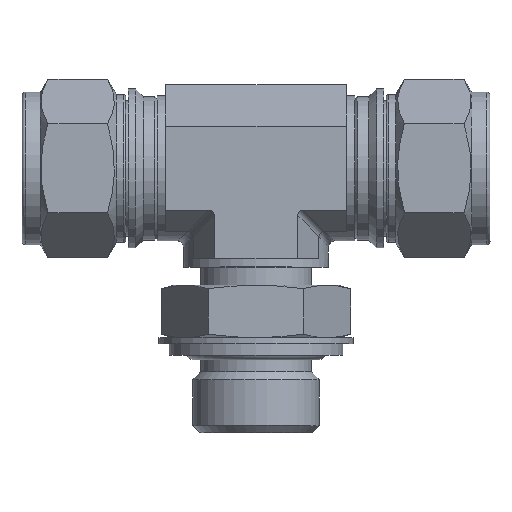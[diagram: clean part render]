
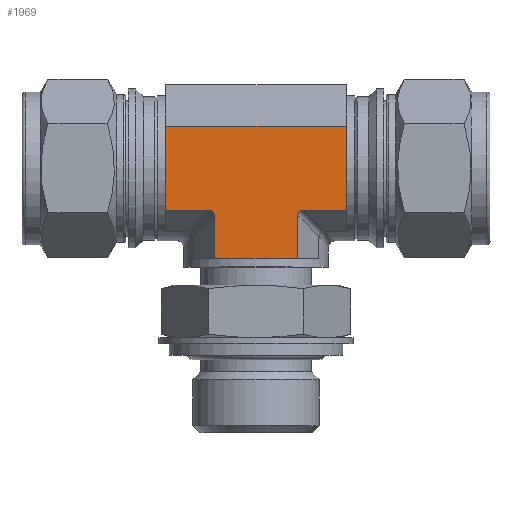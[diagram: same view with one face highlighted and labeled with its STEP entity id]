
A CAD part, top view. The second image highlights one B-rep face of the part: STEP entity #1969.
In plain terms, the highlighted planar face has unit normal (0, 0, 1).
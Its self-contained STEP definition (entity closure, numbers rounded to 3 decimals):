
#21=ELLIPSE('',#2152,1.291,1.);
#22=ELLIPSE('',#2163,1.291,1.);
#302=FACE_OUTER_BOUND('',#439,.T.);
#439=EDGE_LOOP('',(#1598,#1599,#1600,#1601,#1602,#1603,#1604,#1605,#1606,
#1607,#1608,#1609,#1610));
#543=LINE('',#3326,#671);
#557=LINE('',#3423,#685);
#560=LINE('',#3431,#688);
#565=LINE('',#3444,#693);
#567=LINE('',#3449,#695);
#572=LINE('',#3458,#700);
#577=LINE('',#3467,#705);
#578=LINE('',#3470,#706);
#579=LINE('',#3472,#707);
#580=LINE('',#3474,#708);
#581=LINE('',#3475,#709);
#671=VECTOR('',#2572,10.);
#685=VECTOR('',#2640,10.);
#688=VECTOR('',#2651,10.);
#693=VECTOR('',#2666,10.);
#695=VECTOR('',#2672,10.);
#700=VECTOR('',#2681,10.);
#705=VECTOR('',#2692,10.);
#706=VECTOR('',#2695,10.);
#707=VECTOR('',#2696,10.);
#708=VECTOR('',#2697,10.);
#709=VECTOR('',#2698,10.);
#867=VERTEX_POINT('',#3316);
#868=VERTEX_POINT('',#3318);
#870=VERTEX_POINT('',#3324);
#876=VERTEX_POINT('',#3339);
#878=VERTEX_POINT('',#3347);
#879=VERTEX_POINT('',#3348);
#891=VERTEX_POINT('',#3409);
#896=VERTEX_POINT('',#3422);
#901=VERTEX_POINT('',#3448);
#903=VERTEX_POINT('',#3457);
#905=VERTEX_POINT('',#3469);
#906=VERTEX_POINT('',#3471);
#907=VERTEX_POINT('',#3473);
#1093=EDGE_CURVE('',#867,#868,#21,.T.);
#1097=EDGE_CURVE('',#867,#870,#543,.T.);
#1108=EDGE_CURVE('',#878,#879,#22,.T.);
#1131=EDGE_CURVE('',#896,#879,#557,.T.);
#1135=EDGE_CURVE('',#876,#870,#560,.T.);
#1141=EDGE_CURVE('',#891,#896,#565,.T.);
#1143=EDGE_CURVE('',#901,#891,#567,.T.);
#1148=EDGE_CURVE('',#901,#903,#572,.T.);
#1153=EDGE_CURVE('',#903,#876,#577,.T.);
#1154=EDGE_CURVE('',#905,#878,#578,.T.);
#1155=EDGE_CURVE('',#905,#906,#579,.T.);
#1156=EDGE_CURVE('',#906,#907,#580,.T.);
#1157=EDGE_CURVE('',#907,#868,#581,.T.);
#1598=ORIENTED_EDGE('',*,*,#1154,.F.);
#1599=ORIENTED_EDGE('',*,*,#1155,.T.);
#1600=ORIENTED_EDGE('',*,*,#1156,.T.);
#1601=ORIENTED_EDGE('',*,*,#1157,.T.);
#1602=ORIENTED_EDGE('',*,*,#1093,.F.);
#1603=ORIENTED_EDGE('',*,*,#1097,.T.);
#1604=ORIENTED_EDGE('',*,*,#1135,.F.);
#1605=ORIENTED_EDGE('',*,*,#1153,.F.);
#1606=ORIENTED_EDGE('',*,*,#1148,.F.);
#1607=ORIENTED_EDGE('',*,*,#1143,.T.);
#1608=ORIENTED_EDGE('',*,*,#1141,.T.);
#1609=ORIENTED_EDGE('',*,*,#1131,.T.);
#1610=ORIENTED_EDGE('',*,*,#1108,.F.);
#1862=PLANE('',#2197);
#1969=ADVANCED_FACE('',(#302),#1862,.T.);
#2152=AXIS2_PLACEMENT_3D('',#3319,#2565,#2566);
#2163=AXIS2_PLACEMENT_3D('',#3349,#2595,#2596);
#2197=AXIS2_PLACEMENT_3D('',#3468,#2693,#2694);
#2565=DIRECTION('center_axis',(0.,0.,1.));
#2566=DIRECTION('ref_axis',(-0.707,0.707,0.));
#2572=DIRECTION('',(1.,0.,0.));
#2595=DIRECTION('center_axis',(0.,0.,1.));
#2596=DIRECTION('ref_axis',(0.707,0.707,0.));
#2640=DIRECTION('',(1.,0.,0.));
#2651=DIRECTION('',(0.,-1.,0.));
#2666=DIRECTION('',(0.,-1.,0.));
#2672=DIRECTION('',(0.,-1.,0.));
#2681=DIRECTION('',(1.,0.,0.));
#2692=DIRECTION('',(0.,-1.,0.));
#2693=DIRECTION('center_axis',(0.,0.,1.));
#2694=DIRECTION('ref_axis',(1.,0.,0.));
#2695=DIRECTION('',(0.,1.,0.));
#2696=DIRECTION('',(1.,0.,0.));
#2697=DIRECTION('',(1.,0.,0.));
#2698=DIRECTION('',(0.,1.,0.));
#3316=CARTESIAN_POINT('',(7.736,-6.87,11.9));
#3318=CARTESIAN_POINT('',(6.87,-7.736,11.9));
#3319=CARTESIAN_POINT('Origin',(8.025,-8.025,11.9));
#3324=CARTESIAN_POINT('',(14.8,-6.87,11.9));
#3326=CARTESIAN_POINT('',(-14.8,-6.87,11.9));
#3339=CARTESIAN_POINT('',(14.8,0.,11.9));
#3347=CARTESIAN_POINT('',(-6.87,-7.736,11.9));
#3348=CARTESIAN_POINT('',(-7.736,-6.87,11.9));
#3349=CARTESIAN_POINT('Origin',(-8.025,-8.025,11.9));
#3409=CARTESIAN_POINT('',(-14.8,0.,11.9));
#3422=CARTESIAN_POINT('',(-14.8,-6.87,11.9));
#3423=CARTESIAN_POINT('',(-14.8,-6.87,11.9));
#3431=CARTESIAN_POINT('',(14.8,3.895,11.9));
#3444=CARTESIAN_POINT('',(-14.8,6.87,11.9));
#3448=CARTESIAN_POINT('',(-14.8,6.87,11.9));
#3449=CARTESIAN_POINT('',(-14.8,6.87,11.9));
#3457=CARTESIAN_POINT('',(14.8,6.87,11.9));
#3458=CARTESIAN_POINT('',(-14.8,6.87,11.9));
#3467=CARTESIAN_POINT('',(14.8,3.895,11.9));
#3468=CARTESIAN_POINT('Origin',(-6.87,-14.8,11.9));
#3469=CARTESIAN_POINT('',(-6.87,-14.8,11.9));
#3470=CARTESIAN_POINT('',(-6.87,-14.8,11.9));
#3471=CARTESIAN_POINT('',(0.,-14.8,11.9));
#3472=CARTESIAN_POINT('',(-6.87,-14.8,11.9));
#3473=CARTESIAN_POINT('',(6.87,-14.8,11.9));
#3474=CARTESIAN_POINT('',(-6.87,-14.8,11.9));
#3475=CARTESIAN_POINT('',(6.87,-14.8,11.9));
